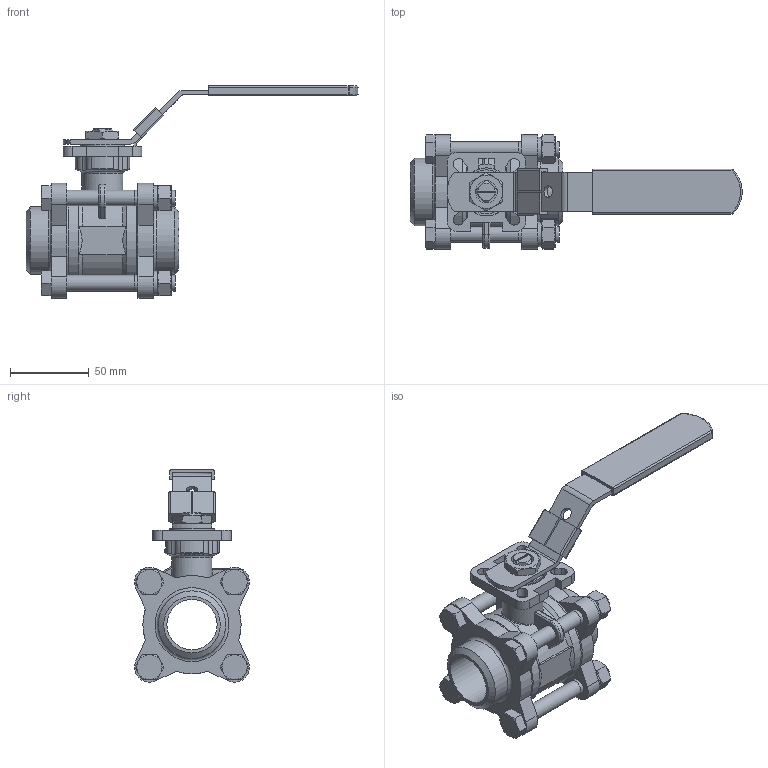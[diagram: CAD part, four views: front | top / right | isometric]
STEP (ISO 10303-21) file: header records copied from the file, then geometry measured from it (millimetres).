
FILE_DESCRIPTION(('STEP AP203'),'1');
FILE_NAME(' 1-1-4.stp','2023-01-17T05:58:25',(' '),(' '),'Spatial InterOp 3D',' ',' ');
FILE_SCHEMA(('CONFIG_CONTROL_DESIGN'));
Length unit declared in the file: millimetre
Products named in the file (23): 阀体; 阀杆; 小片; 手柄; 锁块; 把套; 平垫; 螺母 ： 标准 - M14.0 x 5.5; 螺栓 ： 六角头 - M10.0 x 79.0; 零件7; 螺母 ： 标准 - M10.0 x 8.4; 对焊阀盖
Assembly tree (22 placements, depth 2):
  (unnamed)
    阀体
    阀杆
    小片
    手柄
    锁块
    把套
    平垫
    螺母 ： 标准 - M14.0 x 5.5
    螺母 ： 标准 - M14.0 x 5.5
    螺栓 ： 六角头 - M10.0 x 79.0
    零件7
    螺母 ： 标准 - M10.0 x 8.4
    螺栓 ： 六角头 - M10.0 x 79.0
    零件7
    螺母 ： 标准 - M10.0 x 8.4
    螺栓 ： 六角头 - M10.0 x 79.0
    零件7
    螺母 ： 标准 - M10.0 x 8.4
    螺栓 ： 六角头 - M10.0 x 79.0
    零件7
    螺母 ： 标准 - M10.0 x 8.4
    对焊阀盖
Bounding box: 211.1 x 73.03 x 134.87 mm (x, y, z)
Volume: 211085.9 mm3; surface area: 109892.3 mm2
Topology: 23 solids, 23 shells, 514 faces, 1212 edges, 752 vertices
Faces by surface type: plane 241, cylinder 135, cone 118, torus 11, sphere 5, bspline 4
Full cylindrical faces by diameter (mm): 7.5 x1, 10 x8, 10.2 x4, 10.5 x9, 13.4 x1, 14 x2, 15.4 x4, 15.5 x1, 15.7 x3, 16.1 x1, 21 x3, 21.5 x1, 22.5 x1, 26 x1, 28 x1, 30.5 x1, 32 x2, 43 x2, 51.5 x1, 52.1 x2, 56.1 x2, 62.5 x2
Entity records: 16118 total; most frequent: CARTESIAN_POINT 3900, DIRECTION 2331, ORIENTED_EDGE 2250, EDGE_CURVE 1125, AXIS2_PLACEMENT_3D 944, VERTEX_POINT 738, EDGE_LOOP 651, FACE_OUTER_BOUND 562
